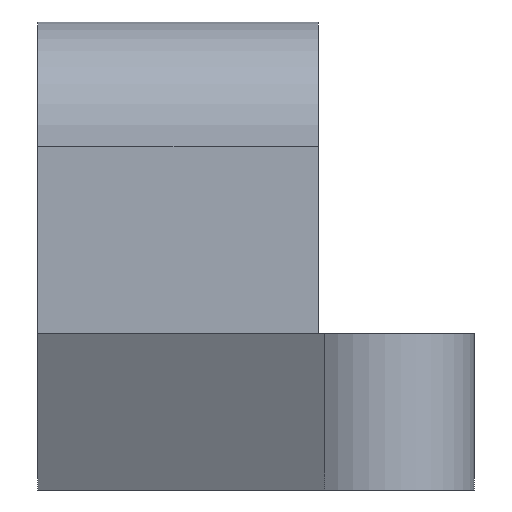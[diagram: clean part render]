
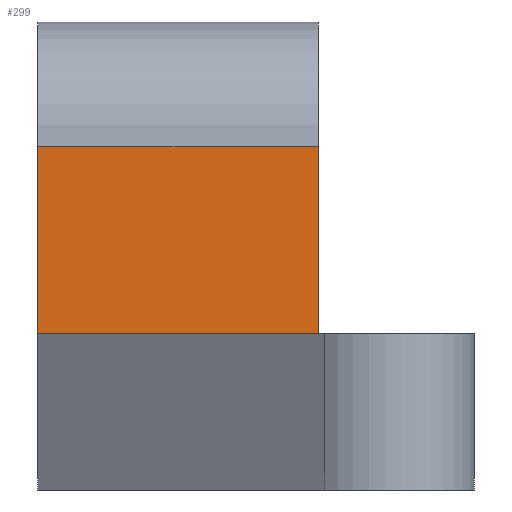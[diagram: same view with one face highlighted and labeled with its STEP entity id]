
A CAD part, front view. The second image highlights one B-rep face of the part: STEP entity #299.
In plain terms, the highlighted planar face has unit normal (0, -1, 0).
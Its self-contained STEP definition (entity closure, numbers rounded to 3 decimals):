
#24 = AXIS2_PLACEMENT_3D ( 'NONE', #473, #341, #736 ) ;
#34 = VECTOR ( 'NONE', #141, 1000. ) ;
#67 = VECTOR ( 'NONE', #423, 1000. ) ;
#91 = VERTEX_POINT ( 'NONE', #492 ) ;
#111 = CARTESIAN_POINT ( 'NONE',  ( -2., -7.5, 11. ) ) ;
#141 = DIRECTION ( 'NONE',  ( -1., 0., 0. ) ) ;
#153 = DIRECTION ( 'NONE',  ( 0., 0., 1. ) ) ;
#175 = EDGE_CURVE ( 'NONE', #603, #488, #241, .T. ) ;
#217 = VERTEX_POINT ( 'NONE', #111 ) ;
#241 = LINE ( 'NONE', #317, #729 ) ;
#266 = LINE ( 'NONE', #465, #34 ) ;
#278 = VECTOR ( 'NONE', #153, 1000. ) ;
#299 = ADVANCED_FACE ( 'NONE', ( #407 ), #804, .T. ) ;
#308 = LINE ( 'NONE', #744, #67 ) ;
#317 = CARTESIAN_POINT ( 'NONE',  ( -2., -7.5, 5. ) ) ;
#324 = EDGE_CURVE ( 'NONE', #603, #217, #662, .T. ) ;
#341 = DIRECTION ( 'NONE',  ( 0., -1., 0. ) ) ;
#400 = ORIENTED_EDGE ( 'NONE', *, *, #175, .F. ) ;
#407 = FACE_OUTER_BOUND ( 'NONE', #810, .T. ) ;
#423 = DIRECTION ( 'NONE',  ( 0., 0., 1. ) ) ;
#430 = CARTESIAN_POINT ( 'NONE',  ( -11., -7.5, 5. ) ) ;
#455 = EDGE_CURVE ( 'NONE', #488, #91, #308, .T. ) ;
#457 = ORIENTED_EDGE ( 'NONE', *, *, #455, .F. ) ;
#465 = CARTESIAN_POINT ( 'NONE',  ( -2., -7.5, 11. ) ) ;
#473 = CARTESIAN_POINT ( 'NONE',  ( -2., -7.5, 2. ) ) ;
#480 = ORIENTED_EDGE ( 'NONE', *, *, #324, .T. ) ;
#488 = VERTEX_POINT ( 'NONE', #430 ) ;
#492 = CARTESIAN_POINT ( 'NONE',  ( -11., -7.5, 11. ) ) ;
#545 = CARTESIAN_POINT ( 'NONE',  ( -2., -7.5, 2. ) ) ;
#603 = VERTEX_POINT ( 'NONE', #700 ) ;
#657 = DIRECTION ( 'NONE',  ( -1., 0., 0. ) ) ;
#662 = LINE ( 'NONE', #545, #278 ) ;
#700 = CARTESIAN_POINT ( 'NONE',  ( -2., -7.5, 5. ) ) ;
#729 = VECTOR ( 'NONE', #657, 1000. ) ;
#736 = DIRECTION ( 'NONE',  ( 0., 0., -1. ) ) ;
#738 = ORIENTED_EDGE ( 'NONE', *, *, #803, .T. ) ;
#744 = CARTESIAN_POINT ( 'NONE',  ( -11., -7.5, 2. ) ) ;
#803 = EDGE_CURVE ( 'NONE', #217, #91, #266, .T. ) ;
#804 = PLANE ( 'NONE',  #24 ) ;
#810 = EDGE_LOOP ( 'NONE', ( #400, #480, #738, #457 ) ) ;
